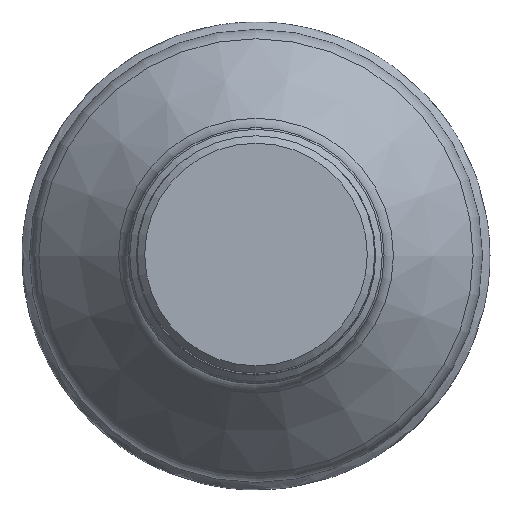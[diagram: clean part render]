
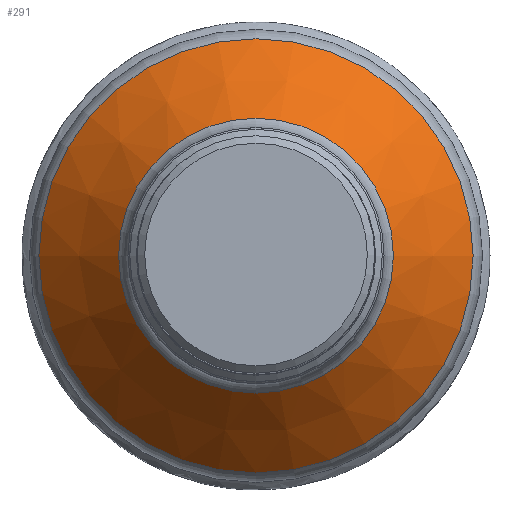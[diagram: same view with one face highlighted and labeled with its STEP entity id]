
A CAD part, top view. The second image highlights one B-rep face of the part: STEP entity #291.
In plain terms, the highlighted conical face has half-angle 41.58 degrees and reference radius 30.5 mm.
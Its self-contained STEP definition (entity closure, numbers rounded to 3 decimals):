
#104=CONICAL_SURFACE('',#510,30.5,41.58);
#127=EDGE_LOOP('',(#179));
#128=EDGE_LOOP('',(#180));
#179=ORIENTED_EDGE('',*,*,#230,.T.);
#180=ORIENTED_EDGE('',*,*,#231,.T.);
#230=EDGE_CURVE('',#378,#378,#256,.T.);
#231=EDGE_CURVE('',#379,#379,#257,.T.);
#256=CIRCLE('',#508,29.24);
#257=CIRCLE('',#509,18.51);
#291=ADVANCED_FACE('SU_5',(#326,#327),#104,.T.);
#326=FACE_BOUND('',#127,.T.);
#327=FACE_BOUND('',#128,.T.);
#378=VERTEX_POINT('',#5932);
#379=VERTEX_POINT('',#5934);
#508=AXIS2_PLACEMENT_3D('',#5931,#604,#605);
#509=AXIS2_PLACEMENT_3D('',#5933,#606,#607);
#510=AXIS2_PLACEMENT_3D('',#5935,#608,#609);
#604=DIRECTION('',(0.,0.,1.));
#605=DIRECTION('',(1.,0.,0.));
#606=DIRECTION('',(0.,0.,-1.));
#607=DIRECTION('',(-1.,0.,0.));
#608=DIRECTION('',(0.,0.,-1.));
#609=DIRECTION('',(-1.,0.,0.));
#5931=CARTESIAN_POINT('',(0.,0.,-101.682));
#5932=CARTESIAN_POINT('',(29.24,0.,-101.682));
#5933=CARTESIAN_POINT('',(0.,0.,-89.587));
#5934=CARTESIAN_POINT('',(-18.51,0.,-89.587));
#5935=CARTESIAN_POINT('',(0.,0.,-103.102));
